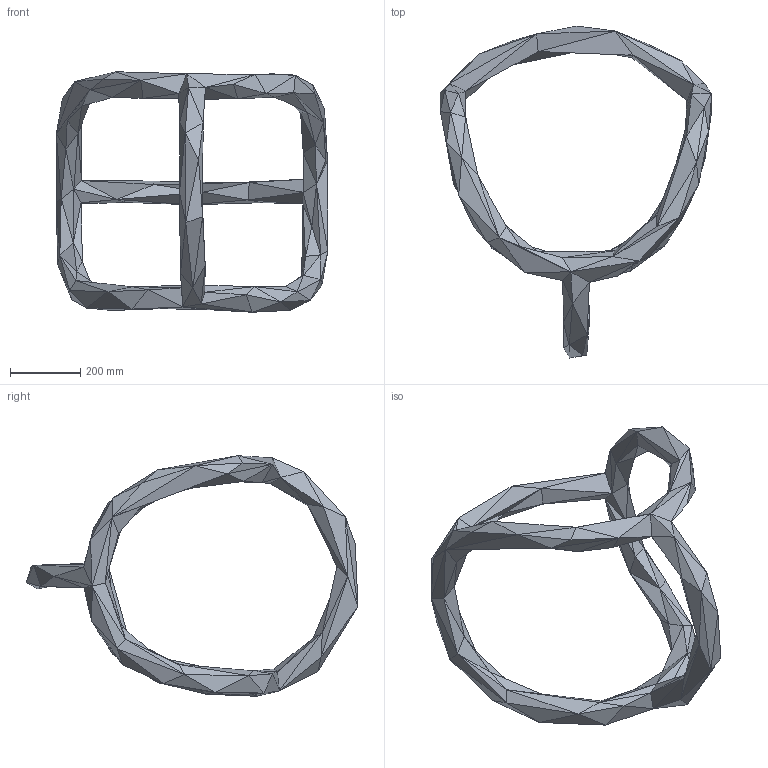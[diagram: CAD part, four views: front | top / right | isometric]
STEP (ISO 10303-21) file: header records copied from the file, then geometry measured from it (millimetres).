
FILE_DESCRIPTION(('FreeCAD Model'),'2;1');
FILE_NAME('Open CASCADE Shape Model','2023-04-24T14:31:10',('Author'),( ''),'Open CASCADE STEP processor 7.5','FreeCAD','Unknown');
FILE_SCHEMA(('AUTOMOTIVE_DESIGN { 1 0 10303 214 1 1 1 1 }'));
Length unit declared in the file: millimetre
Products named in the file (1): Body8_lowres_mm_2001 (Solid)
Bounding box: 770.44 x 942.01 x 682.44 mm (x, y, z)
Volume: 16152721.7 mm3; surface area: 1062887.9 mm2
Topology: 1 solids, 1 shells, 300 faces, 450 edges, 146 vertices
Faces by surface type: plane 300
Entity records: 11272 total; most frequent: CARTESIAN_POINT 2247, DIRECTION 1502, ORIENTED_EDGE 900, LINE 900, VECTOR 900, PCURVE 900, DEFINITIONAL_REPRESENTATION 900, EDGE_CURVE 450
